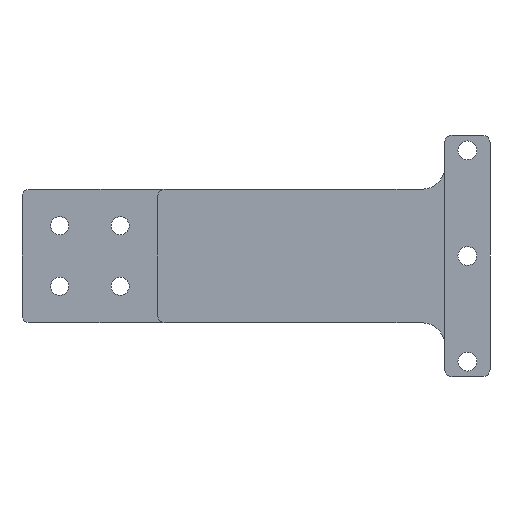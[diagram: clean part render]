
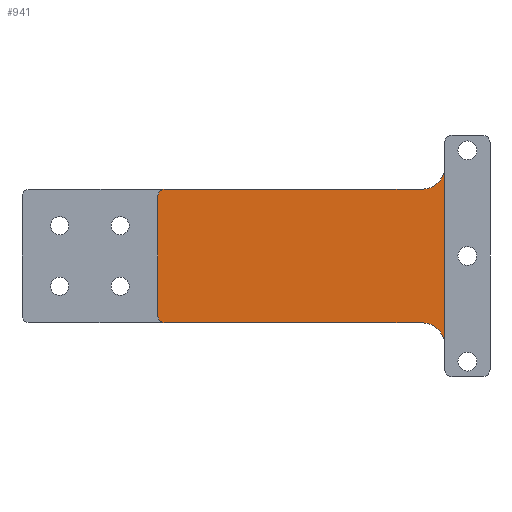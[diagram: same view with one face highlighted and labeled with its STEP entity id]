
A CAD part, front view. The second image highlights one B-rep face of the part: STEP entity #941.
In plain terms, the highlighted planar face has unit normal (0, -1, 0).
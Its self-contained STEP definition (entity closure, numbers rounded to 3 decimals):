
#3 = CARTESIAN_POINT ( 'NONE',  ( 22., 0., -8.85 ) ) ;
#9 = ORIENTED_EDGE ( 'NONE', *, *, #1144, .T. ) ;
#56 = EDGE_CURVE ( 'NONE', #1248, #764, #1192, .T. ) ;
#61 = LINE ( 'NONE', #1343, #869 ) ;
#84 = VERTEX_POINT ( 'NONE', #531 ) ;
#94 = LINE ( 'NONE', #1023, #1332 ) ;
#103 = AXIS2_PLACEMENT_3D ( 'NONE', #304, #997, #424 ) ;
#120 = FACE_OUTER_BOUND ( 'NONE', #1205, .T. ) ;
#132 = CARTESIAN_POINT ( 'NONE',  ( 0., 0., 0. ) ) ;
#145 = CIRCLE ( 'NONE', #1038, 3. ) ;
#146 = AXIS2_PLACEMENT_3D ( 'NONE', #132, #710, #1153 ) ;
#149 = EDGE_CURVE ( 'NONE', #1470, #84, #986, .T. ) ;
#198 = CARTESIAN_POINT ( 'NONE',  ( -13., 0., -7.85 ) ) ;
#226 = DIRECTION ( 'NONE',  ( 0., 0., 1. ) ) ;
#258 = CARTESIAN_POINT ( 'NONE',  ( -12., 0., 8.85 ) ) ;
#264 = CARTESIAN_POINT ( 'NONE',  ( 25., 0., 11.85 ) ) ;
#272 = DIRECTION ( 'NONE',  ( 0., -1., 0. ) ) ;
#275 = ORIENTED_EDGE ( 'NONE', *, *, #1242, .F. ) ;
#281 = EDGE_CURVE ( 'NONE', #764, #689, #461, .T. ) ;
#296 = DIRECTION ( 'NONE',  ( 0., 0., -1. ) ) ;
#304 = CARTESIAN_POINT ( 'NONE',  ( -12., 0., -7.85 ) ) ;
#330 = VERTEX_POINT ( 'NONE', #1427 ) ;
#349 = CARTESIAN_POINT ( 'NONE',  ( 0., 0., -8.85 ) ) ;
#375 = CARTESIAN_POINT ( 'NONE',  ( 25., 0., -11.85 ) ) ;
#386 = VERTEX_POINT ( 'NONE', #375 ) ;
#424 = DIRECTION ( 'NONE',  ( 0., 0., 1. ) ) ;
#461 = LINE ( 'NONE', #349, #964 ) ;
#508 = CARTESIAN_POINT ( 'NONE',  ( 0., 0., 8.85 ) ) ;
#527 = ORIENTED_EDGE ( 'NONE', *, *, #1490, .T. ) ;
#531 = CARTESIAN_POINT ( 'NONE',  ( 22., 0., 8.85 ) ) ;
#534 = AXIS2_PLACEMENT_3D ( 'NONE', #1004, #1474, #1224 ) ;
#619 = ORIENTED_EDGE ( 'NONE', *, *, #1347, .T. ) ;
#689 = VERTEX_POINT ( 'NONE', #3 ) ;
#710 = DIRECTION ( 'NONE',  ( 0., 1., 0. ) ) ;
#720 = CARTESIAN_POINT ( 'NONE',  ( -12., 0., -8.85 ) ) ;
#739 = DIRECTION ( 'NONE',  ( 0., 0., 1. ) ) ;
#754 = DIRECTION ( 'NONE',  ( -1., 0., 0. ) ) ;
#764 = VERTEX_POINT ( 'NONE', #720 ) ;
#767 = VECTOR ( 'NONE', #754, 1000. ) ;
#804 = CARTESIAN_POINT ( 'NONE',  ( 22., 0., -11.85 ) ) ;
#813 = ORIENTED_EDGE ( 'NONE', *, *, #149, .T. ) ;
#818 = DIRECTION ( 'NONE',  ( 0., 1., 0. ) ) ;
#865 = LINE ( 'NONE', #508, #767 ) ;
#869 = VECTOR ( 'NONE', #296, 1000. ) ;
#888 = ORIENTED_EDGE ( 'NONE', *, *, #56, .T. ) ;
#915 = CIRCLE ( 'NONE', #1138, 1. ) ;
#927 = VERTEX_POINT ( 'NONE', #258 ) ;
#941 = ADVANCED_FACE ( 'NONE', ( #120 ), #1286, .F. ) ;
#964 = VECTOR ( 'NONE', #1371, 1000. ) ;
#986 = CIRCLE ( 'NONE', #534, 3. ) ;
#997 = DIRECTION ( 'NONE',  ( 0., -1., 0. ) ) ;
#1003 = DIRECTION ( 'NONE',  ( 0., 0., 1. ) ) ;
#1004 = CARTESIAN_POINT ( 'NONE',  ( 22., 0., 11.85 ) ) ;
#1023 = CARTESIAN_POINT ( 'NONE',  ( -13., 0., 9. ) ) ;
#1038 = AXIS2_PLACEMENT_3D ( 'NONE', #804, #818, #226 ) ;
#1127 = EDGE_CURVE ( 'NONE', #1470, #386, #61, .T. ) ;
#1138 = AXIS2_PLACEMENT_3D ( 'NONE', #1320, #272, #739 ) ;
#1144 = EDGE_CURVE ( 'NONE', #927, #330, #915, .T. ) ;
#1153 = DIRECTION ( 'NONE',  ( 0., 0., 1. ) ) ;
#1191 = ORIENTED_EDGE ( 'NONE', *, *, #1127, .F. ) ;
#1192 = CIRCLE ( 'NONE', #103, 1. ) ;
#1205 = EDGE_LOOP ( 'NONE', ( #1191, #813, #527, #9, #275, #888, #1302, #619 ) ) ;
#1224 = DIRECTION ( 'NONE',  ( 0., 0., 1. ) ) ;
#1242 = EDGE_CURVE ( 'NONE', #1248, #330, #94, .T. ) ;
#1248 = VERTEX_POINT ( 'NONE', #198 ) ;
#1286 = PLANE ( 'NONE',  #146 ) ;
#1302 = ORIENTED_EDGE ( 'NONE', *, *, #281, .T. ) ;
#1320 = CARTESIAN_POINT ( 'NONE',  ( -12., 0., 7.85 ) ) ;
#1332 = VECTOR ( 'NONE', #1003, 1000. ) ;
#1343 = CARTESIAN_POINT ( 'NONE',  ( 25., 0., 11.9 ) ) ;
#1347 = EDGE_CURVE ( 'NONE', #689, #386, #145, .T. ) ;
#1371 = DIRECTION ( 'NONE',  ( 1., 0., 0. ) ) ;
#1427 = CARTESIAN_POINT ( 'NONE',  ( -13., 0., 7.85 ) ) ;
#1470 = VERTEX_POINT ( 'NONE', #264 ) ;
#1474 = DIRECTION ( 'NONE',  ( 0., 1., 0. ) ) ;
#1490 = EDGE_CURVE ( 'NONE', #84, #927, #865, .T. ) ;
